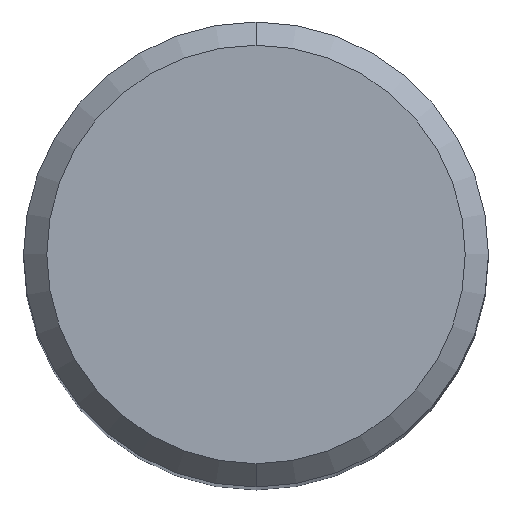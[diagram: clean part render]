
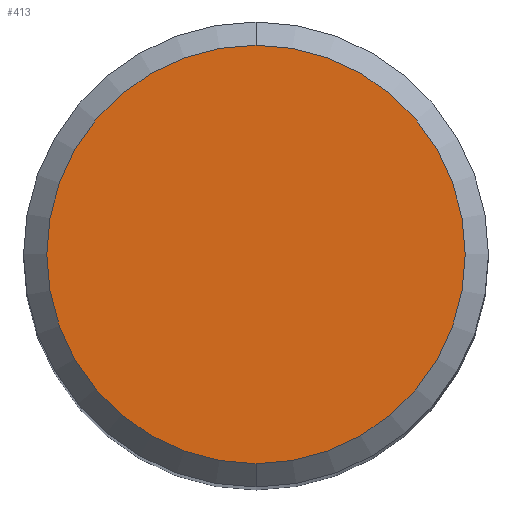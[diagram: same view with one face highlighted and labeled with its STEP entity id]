
A CAD part, top view. The second image highlights one B-rep face of the part: STEP entity #413.
In plain terms, the highlighted planar face has unit normal (0, 0, 1).
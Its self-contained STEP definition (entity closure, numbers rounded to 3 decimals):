
#241=VERTEX_POINT('',#557);
#303=EDGE_CURVE('',#453,#241,#628,.T.);
#343=EDGE_CURVE('',#241,#453,#669,.T.);
#413=ADVANCED_FACE('',(#745),#746,.T.);
#453=VERTEX_POINT('',#790);
#557=CARTESIAN_POINT('',(0.0,5.4,0.0));
#628=CIRCLE('',#1099,5.4);
#669=CIRCLE('',#1213,5.4);
#745=FACE_OUTER_BOUND('',#1383,.T.);
#746=PLANE('',#1384);
#790=CARTESIAN_POINT('',(0.,-5.4,0.0));
#1099=AXIS2_PLACEMENT_3D('',#1697,#1698,#1699);
#1213=AXIS2_PLACEMENT_3D('',#1731,#1732,#1733);
#1383=EDGE_LOOP('',(#1808,#1809));
#1384=AXIS2_PLACEMENT_3D('',#1810,#1811,#1812);
#1697=CARTESIAN_POINT('',(0.0,0.0,0.0));
#1698=DIRECTION('',(0.0,0.0,-1.0));
#1699=DIRECTION('',(0.0,1.0,0.0));
#1731=CARTESIAN_POINT('',(0.0,0.0,0.0));
#1732=DIRECTION('',(0.0,0.0,-1.0));
#1733=DIRECTION('',(0.0,1.0,0.0));
#1808=ORIENTED_EDGE('',*,*,#343,.F.);
#1809=ORIENTED_EDGE('',*,*,#303,.F.);
#1810=CARTESIAN_POINT('',(0.0,2.7,0.0));
#1811=DIRECTION('',(-0.0,0.0,1.0));
#1812=DIRECTION('',(0.0,-1.0,0.0));
